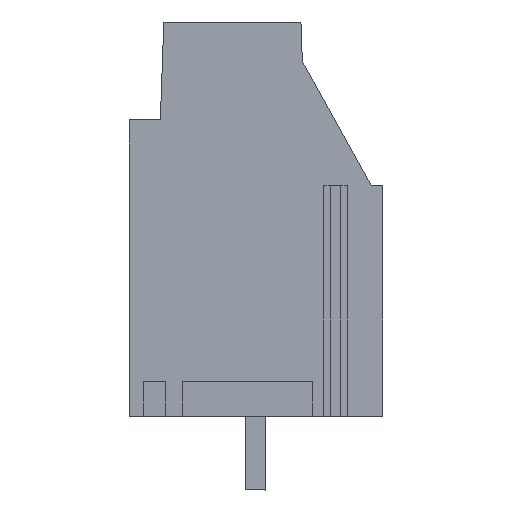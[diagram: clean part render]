
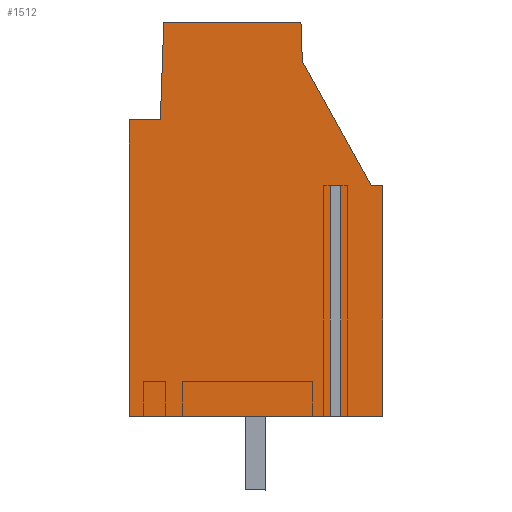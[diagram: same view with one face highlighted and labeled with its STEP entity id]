
A CAD part, left-side view. The second image highlights one B-rep face of the part: STEP entity #1512.
In plain terms, the highlighted planar face has unit normal (-1, 0, 0).
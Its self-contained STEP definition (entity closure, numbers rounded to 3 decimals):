
#1420=AXIS2_PLACEMENT_3D('Plane Axis2P3D',#1417,#1418,#1419) ;
#610=CARTESIAN_POINT('Vertex',(0.,0.5,13.2)) ;
#615=CARTESIAN_POINT('Line Origine',(0.,0.25,13.2)) ;
#619=CARTESIAN_POINT('Vertex',(0.,0.,13.2)) ;
#658=CARTESIAN_POINT('Vertex',(0.,3.49,18.592)) ;
#663=CARTESIAN_POINT('Line Origine',(0.,1.995,15.896)) ;
#1417=CARTESIAN_POINT('Axis2P3D Location',(0.,11.,0.)) ;
#1422=CARTESIAN_POINT('Line Origine',(0.,0.912,3.2)) ;
#1426=CARTESIAN_POINT('Vertex',(0.,1.825,3.2)) ;
#1428=CARTESIAN_POINT('Vertex',(0.,0.,3.2)) ;
#1431=CARTESIAN_POINT('Line Origine',(0.,0.,8.2)) ;
#1436=CARTESIAN_POINT('Line Origine',(0.,3.52,19.446)) ;
#1440=CARTESIAN_POINT('Vertex',(0.,3.55,20.3)) ;
#1443=CARTESIAN_POINT('Line Origine',(0.,6.525,20.3)) ;
#1447=CARTESIAN_POINT('Vertex',(0.,9.5,20.3)) ;
#1450=CARTESIAN_POINT('Line Origine',(0.,9.574,18.175)) ;
#1454=CARTESIAN_POINT('Vertex',(0.,9.648,16.05)) ;
#1457=CARTESIAN_POINT('Line Origine',(0.,10.324,16.05)) ;
#1461=CARTESIAN_POINT('Vertex',(0.,11.,16.05)) ;
#1464=CARTESIAN_POINT('Line Origine',(0.,11.,9.625)) ;
#1468=CARTESIAN_POINT('Vertex',(0.,11.,3.2)) ;
#1471=CARTESIAN_POINT('Line Origine',(0.,6.638,3.2)) ;
#1475=CARTESIAN_POINT('Vertex',(0.,2.275,3.2)) ;
#1478=CARTESIAN_POINT('Line Origine',(0.,2.275,8.2)) ;
#1482=CARTESIAN_POINT('Vertex',(0.,2.275,13.2)) ;
#1485=CARTESIAN_POINT('Line Origine',(0.,2.05,13.2)) ;
#1489=CARTESIAN_POINT('Vertex',(0.,1.825,13.2)) ;
#1492=CARTESIAN_POINT('Line Origine',(0.,1.825,8.2)) ;
#616=DIRECTION('Vector Direction',(0.,-1.,0.)) ;
#664=DIRECTION('Vector Direction',(0.,-0.485,-0.875)) ;
#1418=DIRECTION('Axis2P3D Direction',(-1.,0.,0.)) ;
#1419=DIRECTION('Axis2P3D XDirection',(0.,-1.,0.)) ;
#1423=DIRECTION('Vector Direction',(0.,1.,0.)) ;
#1432=DIRECTION('Vector Direction',(0.,0.,-1.)) ;
#1437=DIRECTION('Vector Direction',(0.,0.035,0.999)) ;
#1444=DIRECTION('Vector Direction',(0.,-1.,0.)) ;
#1451=DIRECTION('Vector Direction',(0.,0.035,-0.999)) ;
#1458=DIRECTION('Vector Direction',(0.,-1.,0.)) ;
#1465=DIRECTION('Vector Direction',(0.,0.,1.)) ;
#1472=DIRECTION('Vector Direction',(0.,1.,0.)) ;
#1479=DIRECTION('Vector Direction',(0.,0.,1.)) ;
#1486=DIRECTION('Vector Direction',(0.,-1.,0.)) ;
#1493=DIRECTION('Vector Direction',(0.,0.,1.)) ;
#617=VECTOR('Line Direction',#616,1.) ;
#665=VECTOR('Line Direction',#664,1.) ;
#1424=VECTOR('Line Direction',#1423,1.) ;
#1433=VECTOR('Line Direction',#1432,1.) ;
#1438=VECTOR('Line Direction',#1437,1.) ;
#1445=VECTOR('Line Direction',#1444,1.) ;
#1452=VECTOR('Line Direction',#1451,1.) ;
#1459=VECTOR('Line Direction',#1458,1.) ;
#1466=VECTOR('Line Direction',#1465,1.) ;
#1473=VECTOR('Line Direction',#1472,1.) ;
#1480=VECTOR('Line Direction',#1479,1.) ;
#1487=VECTOR('Line Direction',#1486,1.) ;
#1494=VECTOR('Line Direction',#1493,1.) ;
#1498=ORIENTED_EDGE('',*,*,#1430,.T.) ;
#1499=ORIENTED_EDGE('',*,*,#1435,.T.) ;
#1500=ORIENTED_EDGE('',*,*,#621,.T.) ;
#1501=ORIENTED_EDGE('',*,*,#667,.T.) ;
#1502=ORIENTED_EDGE('',*,*,#1442,.T.) ;
#1503=ORIENTED_EDGE('',*,*,#1449,.T.) ;
#1504=ORIENTED_EDGE('',*,*,#1456,.T.) ;
#1505=ORIENTED_EDGE('',*,*,#1463,.T.) ;
#1506=ORIENTED_EDGE('',*,*,#1470,.T.) ;
#1507=ORIENTED_EDGE('',*,*,#1477,.T.) ;
#1508=ORIENTED_EDGE('',*,*,#1484,.T.) ;
#1509=ORIENTED_EDGE('',*,*,#1491,.F.) ;
#1510=ORIENTED_EDGE('',*,*,#1496,.F.) ;
#1512=ADVANCED_FACE('KLSC M3x6.3.1',(#1511),#1421,.T.) ;
#621=EDGE_CURVE('',#620,#611,#618,.F.) ;
#667=EDGE_CURVE('',#611,#659,#666,.F.) ;
#1430=EDGE_CURVE('',#1427,#1429,#1425,.F.) ;
#1435=EDGE_CURVE('',#1429,#620,#1434,.F.) ;
#1442=EDGE_CURVE('',#659,#1441,#1439,.T.) ;
#1449=EDGE_CURVE('',#1441,#1448,#1446,.F.) ;
#1456=EDGE_CURVE('',#1448,#1455,#1453,.T.) ;
#1463=EDGE_CURVE('',#1455,#1462,#1460,.F.) ;
#1470=EDGE_CURVE('',#1462,#1469,#1467,.F.) ;
#1477=EDGE_CURVE('',#1469,#1476,#1474,.F.) ;
#1484=EDGE_CURVE('',#1476,#1483,#1481,.T.) ;
#1491=EDGE_CURVE('',#1490,#1483,#1488,.F.) ;
#1496=EDGE_CURVE('',#1427,#1490,#1495,.T.) ;
#1497=EDGE_LOOP('',(#1498,#1499,#1500,#1501,#1502,#1503,#1504,#1505,#1506,#1507,#1508,#1509,#1510)) ;
#1511=FACE_OUTER_BOUND('',#1497,.T.) ;
#618=LINE('Line',#615,#617) ;
#666=LINE('Line',#663,#665) ;
#1425=LINE('Line',#1422,#1424) ;
#1434=LINE('Line',#1431,#1433) ;
#1439=LINE('Line',#1436,#1438) ;
#1446=LINE('Line',#1443,#1445) ;
#1453=LINE('Line',#1450,#1452) ;
#1460=LINE('Line',#1457,#1459) ;
#1467=LINE('Line',#1464,#1466) ;
#1474=LINE('Line',#1471,#1473) ;
#1481=LINE('Line',#1478,#1480) ;
#1488=LINE('Line',#1485,#1487) ;
#1495=LINE('Line',#1492,#1494) ;
#1421=PLANE('',#1420) ;
#611=VERTEX_POINT('',#610) ;
#620=VERTEX_POINT('',#619) ;
#659=VERTEX_POINT('',#658) ;
#1427=VERTEX_POINT('',#1426) ;
#1429=VERTEX_POINT('',#1428) ;
#1441=VERTEX_POINT('',#1440) ;
#1448=VERTEX_POINT('',#1447) ;
#1455=VERTEX_POINT('',#1454) ;
#1462=VERTEX_POINT('',#1461) ;
#1469=VERTEX_POINT('',#1468) ;
#1476=VERTEX_POINT('',#1475) ;
#1483=VERTEX_POINT('',#1482) ;
#1490=VERTEX_POINT('',#1489) ;
